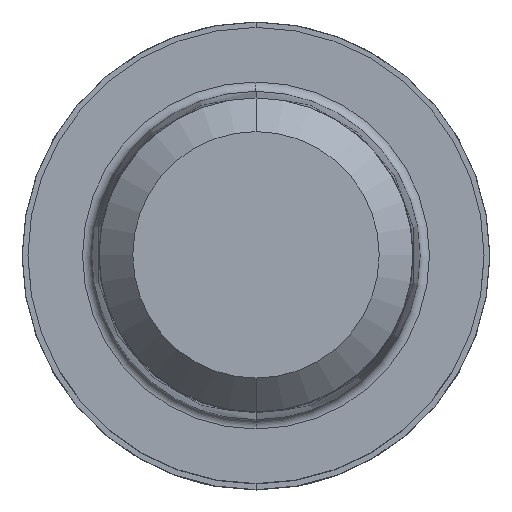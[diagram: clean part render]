
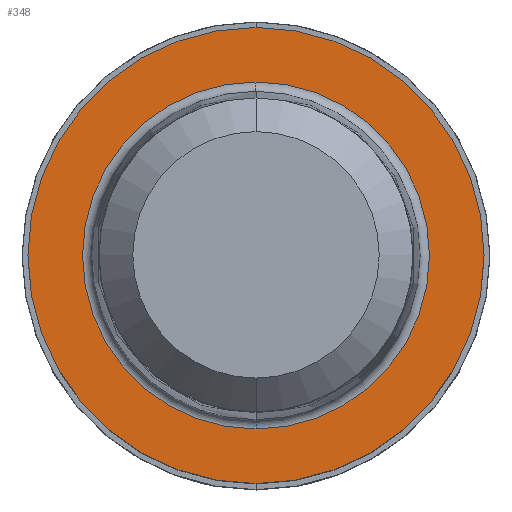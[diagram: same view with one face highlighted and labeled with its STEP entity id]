
A CAD part, top view. The second image highlights one B-rep face of the part: STEP entity #348.
In plain terms, the highlighted planar face has unit normal (0, 0, 1).
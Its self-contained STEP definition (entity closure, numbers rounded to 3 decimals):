
#210=VERTEX_POINT('',#502);
#212=EDGE_CURVE('',#260,#366,#504,.T.);
#242=EDGE_CURVE('',#366,#260,#539,.T.);
#246=EDGE_CURVE('',#210,#292,#543,.T.);
#260=VERTEX_POINT('',#557);
#292=VERTEX_POINT('',#591);
#328=EDGE_CURVE('',#292,#210,#630,.T.);
#348=ADVANCED_FACE('',(#650,#651),#652,.T.);
#366=VERTEX_POINT('',#670);
#502=CARTESIAN_POINT('',(0.,-4.45,0.01));
#504=CIRCLE('',#821,5.85);
#539=CIRCLE('',#867,5.85);
#543=CIRCLE('',#872,4.45);
#557=CARTESIAN_POINT('',(0.,-5.85,0.01));
#591=CARTESIAN_POINT('',(0.0,4.45,0.01));
#630=CIRCLE('',#987,4.45);
#650=FACE_OUTER_BOUND('',#1014,.T.);
#651=FACE_BOUND('',#1015,.T.);
#652=PLANE('',#1016);
#670=CARTESIAN_POINT('',(0.0,5.85,0.01));
#821=AXIS2_PLACEMENT_3D('',#1223,#1224,#1225);
#867=AXIS2_PLACEMENT_3D('',#1280,#1281,#1282);
#872=AXIS2_PLACEMENT_3D('',#1283,#1284,#1285);
#987=AXIS2_PLACEMENT_3D('',#1370,#1371,#1372);
#1014=EDGE_LOOP('',(#1390,#1391));
#1015=EDGE_LOOP('',(#1392,#1393));
#1016=AXIS2_PLACEMENT_3D('',#1394,#1395,#1396);
#1223=CARTESIAN_POINT('',(0.0,0.0,0.01));
#1224=DIRECTION('',(0.0,0.0,-1.0));
#1225=DIRECTION('',(0.0,1.0,0.0));
#1280=CARTESIAN_POINT('',(0.0,0.0,0.01));
#1281=DIRECTION('',(0.0,0.0,-1.0));
#1282=DIRECTION('',(0.0,1.0,0.0));
#1283=CARTESIAN_POINT('',(0.0,0.0,0.01));
#1284=DIRECTION('',(0.0,0.0,-1.0));
#1285=DIRECTION('',(0.0,1.0,0.0));
#1370=CARTESIAN_POINT('',(0.0,0.0,0.01));
#1371=DIRECTION('',(0.0,0.0,-1.0));
#1372=DIRECTION('',(0.0,1.0,0.0));
#1390=ORIENTED_EDGE('',*,*,#242,.F.);
#1391=ORIENTED_EDGE('',*,*,#212,.F.);
#1392=ORIENTED_EDGE('',*,*,#328,.T.);
#1393=ORIENTED_EDGE('',*,*,#246,.T.);
#1394=CARTESIAN_POINT('',(0.0,2.925,0.01));
#1395=DIRECTION('',(-0.0,0.0,1.0));
#1396=DIRECTION('',(0.0,-1.0,0.0));
